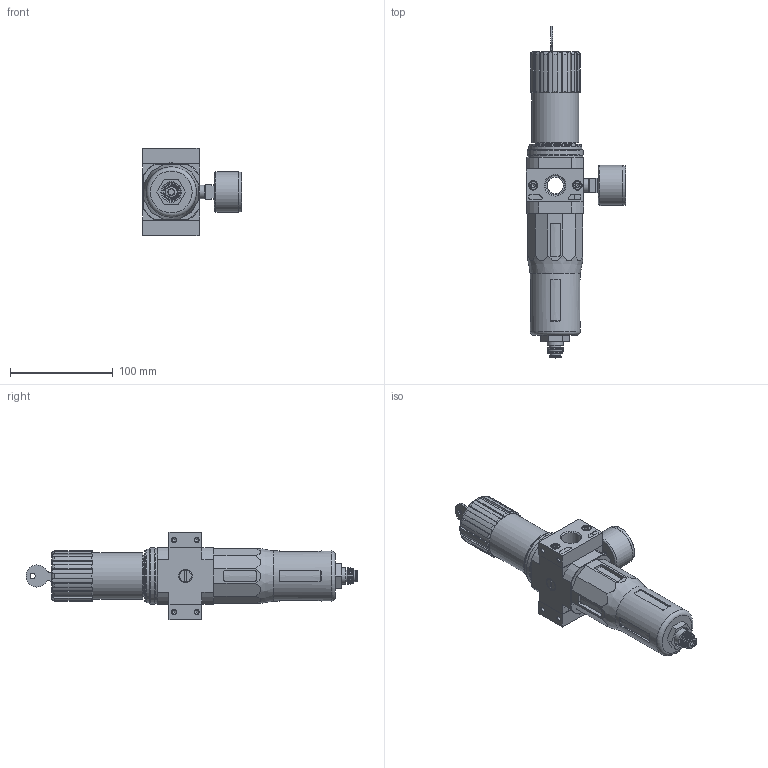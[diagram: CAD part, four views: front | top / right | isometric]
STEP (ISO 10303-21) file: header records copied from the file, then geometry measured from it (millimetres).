
FILE_DESCRIPTION(/* description */ ('STEP AP214'),/* implementation_level */ '2;1');
FILE_NAME(/* name */ '194766_LFRS-1_2-D-5M-MIDI-A',/* time_stamp */ '2024-09-04T17:46:32+02:00',/* author */ ('License CC BY-ND 4.0'),/* organization */ ('CADENAS'),/* preprocessor_version */ 'ST-DEVELOPER v19.3',/* originating_system */ 'PARTsolutions',/* authorisation */ ' ');
FILE_SCHEMA (('AUTOMOTIVE_DESIGN {1 0 10303 214 3 1 1}'));
Length unit declared in the file: millimetre
Products named in the file (9): 194766 LFRS-1/2-D-5M-MIDI-A; 646280 LFRS-D-5M-MIDI-A; 380303 PBL-1/2-D-MIDI-R---(0) p1; DIN-912 - M5x18(F); 380301 PBL-1/2-D-MIDI-L---(1) p1; 8003639 PAGN-40-16-G14; 398012 LRVS-D-MINI; 373846 LR-MIDI; 526489 MS4-LFR-V
Assembly tree (11 placements, depth 2):
  194766 LFRS-1/2-D-5M-MIDI-A
    646280 LFRS-D-5M-MIDI-A
    380303 PBL-1/2-D-MIDI-R---(0) p1
    DIN-912 - M5x18(F)  x4
    380301 PBL-1/2-D-MIDI-L---(1) p1
    8003639 PAGN-40-16-G14
    398012 LRVS-D-MINI
    373846 LR-MIDI
    526489 MS4-LFR-V
Bounding box: 96.35 x 322.72 x 85 mm (x, y, z)
Volume: 642605.3 mm3; surface area: 91851.6 mm2
Topology: 11 solids, 12 shells, 591 faces, 1343 edges, 833 vertices
Faces by surface type: plane 282, cylinder 160, cone 103, torus 46
Full cylindrical faces by diameter (mm): 4.134 x8, 5 x4, 5.1 x1, 5.8 x1, 6 x1, 6.3 x1, 8.5 x4, 8.7 x1, 9.6 x1, 11 x2, 11.2 x1, 11.4 x1, 11.445 x2, 11.6 x1, 11.8 x1, 13.157 x2, 15.8 x1, 16 x1, 18 x1, 18.631 x2, 18.7 x1, 24.9 x1, 26.4 x1, 29.7 x1, 30.8 x1, 38.7 x1, 39 x2, 40 x1, 45.3 x1, 48.7 x1
Entity records: 16598 total; most frequent: CARTESIAN_POINT 3054, DIRECTION 2302, ORIENTED_EDGE 2096, EDGE_CURVE 1048, AXIS2_PLACEMENT_3D 917, VERTEX_POINT 739, FACE_BOUND 711, EDGE_LOOP 706
